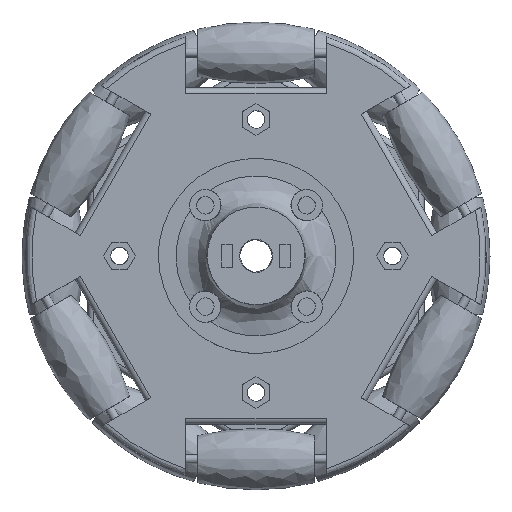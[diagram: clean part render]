
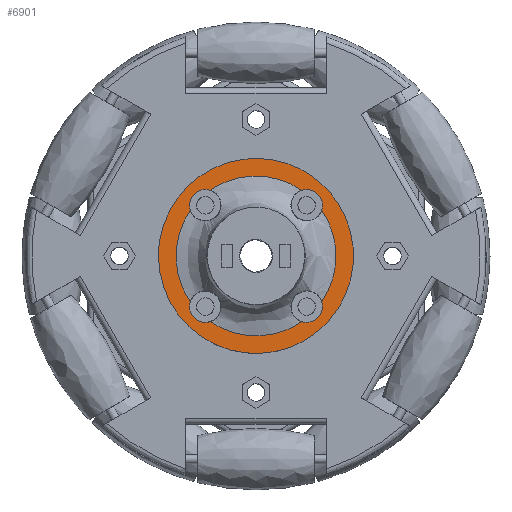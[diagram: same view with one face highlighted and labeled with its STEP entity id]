
A CAD part, top view. The second image highlights one B-rep face of the part: STEP entity #6901.
In plain terms, the highlighted free-form (B-spline) face has degree [1, 1] with [2, 2] control points.
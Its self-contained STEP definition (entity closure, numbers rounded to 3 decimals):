
#6401 = VERTEX_POINT('',#6402);
#6402 = CARTESIAN_POINT('',(22.296,0.,
    10.332));
#6408 = EDGE_CURVE('',#6409,#6401,#6411,.T.);
#6409 = VERTEX_POINT('',#6410);
#6410 = CARTESIAN_POINT('',(18.303,-12.732,
    10.332));
#6411 = ( BOUNDED_CURVE() B_SPLINE_CURVE(2,(#6412,#6413,#6414),
.UNSPECIFIED.,.F.,.F.) B_SPLINE_CURVE_WITH_KNOTS((3,3),(5.675,
6.283),.PIECEWISE_BEZIER_KNOTS.) CURVE() 
GEOMETRIC_REPRESENTATION_ITEM() RATIONAL_B_SPLINE_CURVE((1.,
0.954,1.)) REPRESENTATION_ITEM('') );
#6412 = CARTESIAN_POINT('',(18.303,-12.732,
    10.332));
#6413 = CARTESIAN_POINT('',(22.296,-6.992,
    10.332));
#6414 = CARTESIAN_POINT('',(22.296,0.,
    10.332));
#6417 = VERTEX_POINT('',#6418);
#6418 = CARTESIAN_POINT('',(12.732,-18.303,
    10.332));
#6451 = EDGE_CURVE('',#6452,#6417,#6454,.T.);
#6452 = VERTEX_POINT('',#6453);
#6453 = CARTESIAN_POINT('',(-12.732,-18.303,
    10.332));
#6454 = ( BOUNDED_CURVE() B_SPLINE_CURVE(2,(#6455,#6456,#6457),
.UNSPECIFIED.,.F.,.F.) B_SPLINE_CURVE_WITH_KNOTS((3,3),(4.105,
5.32),.PIECEWISE_BEZIER_KNOTS.) CURVE() 
GEOMETRIC_REPRESENTATION_ITEM() RATIONAL_B_SPLINE_CURVE((1.,
0.821,1.)) REPRESENTATION_ITEM('') );
#6455 = CARTESIAN_POINT('',(-12.732,-18.303,
    10.332));
#6456 = CARTESIAN_POINT('',(0.,-27.16,
    10.332));
#6457 = CARTESIAN_POINT('',(12.732,-18.303,
    10.332));
#6460 = VERTEX_POINT('',#6461);
#6461 = CARTESIAN_POINT('',(-18.303,-12.732,
    10.332));
#6494 = EDGE_CURVE('',#6495,#6460,#6497,.T.);
#6495 = VERTEX_POINT('',#6496);
#6496 = CARTESIAN_POINT('',(-18.303,12.732,
    10.332));
#6497 = ( BOUNDED_CURVE() B_SPLINE_CURVE(2,(#6498,#6499,#6500),
.UNSPECIFIED.,.F.,.F.) B_SPLINE_CURVE_WITH_KNOTS((3,3),(2.534,
3.749),.PIECEWISE_BEZIER_KNOTS.) CURVE() 
GEOMETRIC_REPRESENTATION_ITEM() RATIONAL_B_SPLINE_CURVE((1.,
0.821,1.)) REPRESENTATION_ITEM('') );
#6498 = CARTESIAN_POINT('',(-18.303,12.732,
    10.332));
#6499 = CARTESIAN_POINT('',(-27.16,0.,
    10.332));
#6500 = CARTESIAN_POINT('',(-18.303,-12.732,
    10.332));
#6503 = VERTEX_POINT('',#6504);
#6504 = CARTESIAN_POINT('',(-12.732,18.303,
    10.332));
#6537 = EDGE_CURVE('',#6538,#6503,#6540,.T.);
#6538 = VERTEX_POINT('',#6539);
#6539 = CARTESIAN_POINT('',(12.732,18.303,
    10.332));
#6540 = ( BOUNDED_CURVE() B_SPLINE_CURVE(2,(#6541,#6542,#6543),
.UNSPECIFIED.,.F.,.F.) B_SPLINE_CURVE_WITH_KNOTS((3,3),(0.963,
2.179),.PIECEWISE_BEZIER_KNOTS.) CURVE() 
GEOMETRIC_REPRESENTATION_ITEM() RATIONAL_B_SPLINE_CURVE((1.,
0.821,1.)) REPRESENTATION_ITEM('') );
#6541 = CARTESIAN_POINT('',(12.732,18.303,
    10.332));
#6542 = CARTESIAN_POINT('',(0.,27.16,
    10.332));
#6543 = CARTESIAN_POINT('',(-12.732,18.303,
    10.332));
#6546 = VERTEX_POINT('',#6547);
#6547 = CARTESIAN_POINT('',(18.303,12.732,
    10.332));
#6580 = EDGE_CURVE('',#6401,#6546,#6581,.T.);
#6581 = ( BOUNDED_CURVE() B_SPLINE_CURVE(2,(#6582,#6583,#6584),
.UNSPECIFIED.,.F.,.F.) B_SPLINE_CURVE_WITH_KNOTS((3,3),(0.,
0.608),.PIECEWISE_BEZIER_KNOTS.) CURVE() 
GEOMETRIC_REPRESENTATION_ITEM() RATIONAL_B_SPLINE_CURVE((1.,
0.954,1.)) REPRESENTATION_ITEM('') );
#6582 = CARTESIAN_POINT('',(22.296,0.,10.332));
#6583 = CARTESIAN_POINT('',(22.296,6.992,
    10.332));
#6584 = CARTESIAN_POINT('',(18.303,12.732,
    10.332));
#6750 = VERTEX_POINT('',#6751);
#6751 = CARTESIAN_POINT('',(-14.139,18.534,
    10.332));
#6769 = EDGE_CURVE('',#6750,#6503,#6770,.T.);
#6770 = ( BOUNDED_CURVE() B_SPLINE_CURVE(2,(#6771,#6772,#6773),
.UNSPECIFIED.,.F.,.F.) B_SPLINE_CURVE_WITH_KNOTS((3,3),(3.142,
3.467),.PIECEWISE_BEZIER_KNOTS.) CURVE() 
GEOMETRIC_REPRESENTATION_ITEM() RATIONAL_B_SPLINE_CURVE((1.,
0.987,1.)) REPRESENTATION_ITEM('') );
#6771 = CARTESIAN_POINT('',(-14.139,18.534,
    10.332));
#6772 = CARTESIAN_POINT('',(-13.416,18.534,
    10.332));
#6773 = CARTESIAN_POINT('',(-12.732,18.303,
    10.332));
#6776 = EDGE_CURVE('',#6495,#6750,#6777,.T.);
#6777 = ( BOUNDED_CURVE() B_SPLINE_CURVE(2,(#6778,#6779,#6780),
.UNSPECIFIED.,.F.,.F.) B_SPLINE_CURVE_WITH_KNOTS((3,3),(1.245,
3.142),.PIECEWISE_BEZIER_KNOTS.) CURVE() 
GEOMETRIC_REPRESENTATION_ITEM() RATIONAL_B_SPLINE_CURVE((1.,
0.583,1.)) REPRESENTATION_ITEM('') );
#6778 = CARTESIAN_POINT('',(-18.303,12.732,
    10.332));
#6779 = CARTESIAN_POINT('',(-20.264,18.534,
    10.332));
#6780 = CARTESIAN_POINT('',(-14.139,18.534,
    10.332));
#6827 = EDGE_CURVE('',#6538,#6828,#6830,.T.);
#6828 = VERTEX_POINT('',#6829);
#6829 = CARTESIAN_POINT('',(18.534,14.139,
    10.332));
#6830 = ( BOUNDED_CURVE() B_SPLINE_CURVE(2,(#6831,#6832,#6833),
.UNSPECIFIED.,.F.,.F.) B_SPLINE_CURVE_WITH_KNOTS((3,3),(1.245,
3.142),.PIECEWISE_BEZIER_KNOTS.) CURVE() 
GEOMETRIC_REPRESENTATION_ITEM() RATIONAL_B_SPLINE_CURVE((1.,
0.583,1.)) REPRESENTATION_ITEM('') );
#6831 = CARTESIAN_POINT('',(12.732,18.303,
    10.332));
#6832 = CARTESIAN_POINT('',(18.534,20.264,
    10.332));
#6833 = CARTESIAN_POINT('',(18.534,14.139,
    10.332));
#6853 = EDGE_CURVE('',#6828,#6546,#6854,.T.);
#6854 = ( BOUNDED_CURVE() B_SPLINE_CURVE(2,(#6855,#6856,#6857),
.UNSPECIFIED.,.F.,.F.) B_SPLINE_CURVE_WITH_KNOTS((3,3),(3.142,
3.467),.PIECEWISE_BEZIER_KNOTS.) CURVE() 
GEOMETRIC_REPRESENTATION_ITEM() RATIONAL_B_SPLINE_CURVE((1.,
0.987,1.)) REPRESENTATION_ITEM('') );
#6855 = CARTESIAN_POINT('',(18.534,14.139,
    10.332));
#6856 = CARTESIAN_POINT('',(18.534,13.416,
    10.332));
#6857 = CARTESIAN_POINT('',(18.303,12.732,
    10.332));
#6901 = ADVANCED_FACE('',(#6902,#6916),#6955,.T.);
#6902 = FACE_BOUND('',#6903,.T.);
#6903 = EDGE_LOOP('',(#6904));
#6904 = ORIENTED_EDGE('',*,*,#6905,.T.);
#6905 = EDGE_CURVE('',#6906,#6906,#6908,.T.);
#6906 = VERTEX_POINT('',#6907);
#6907 = CARTESIAN_POINT('',(-27.19,0.,
    10.332));
#6908 = ( BOUNDED_CURVE() B_SPLINE_CURVE(2,(#6909,#6910,#6911,#6912,
#6913,#6914,#6915),.UNSPECIFIED.,.T.,.F.) B_SPLINE_CURVE_WITH_KNOTS((3,2
    ,2,3),(3.142,5.236,7.33,9.425),
.PIECEWISE_BEZIER_KNOTS.) CURVE() GEOMETRIC_REPRESENTATION_ITEM() 
RATIONAL_B_SPLINE_CURVE((1.,0.5,1.,0.5,1.,0.5,1.)) REPRESENTATION_ITEM(
  '') );
#6909 = CARTESIAN_POINT('',(-27.19,0.,
    10.332));
#6910 = CARTESIAN_POINT('',(-27.19,-47.095,10.332
    ));
#6911 = CARTESIAN_POINT('',(13.595,-23.547,
    10.332));
#6912 = CARTESIAN_POINT('',(54.381,0.,
    10.332));
#6913 = CARTESIAN_POINT('',(13.595,23.547,
    10.332));
#6914 = CARTESIAN_POINT('',(-27.19,47.095,10.332
    ));
#6915 = CARTESIAN_POINT('',(-27.19,0.,
    10.332));
#6916 = FACE_BOUND('',#6917,.T.);
#6917 = EDGE_LOOP('',(#6918,#6919,#6920,#6921,#6922,#6923,#6924,#6925,
    #6933,#6939,#6940,#6948,#6954));
#6918 = ORIENTED_EDGE('',*,*,#6776,.T.);
#6919 = ORIENTED_EDGE('',*,*,#6769,.T.);
#6920 = ORIENTED_EDGE('',*,*,#6537,.F.);
#6921 = ORIENTED_EDGE('',*,*,#6827,.T.);
#6922 = ORIENTED_EDGE('',*,*,#6853,.T.);
#6923 = ORIENTED_EDGE('',*,*,#6580,.F.);
#6924 = ORIENTED_EDGE('',*,*,#6408,.F.);
#6925 = ORIENTED_EDGE('',*,*,#6926,.T.);
#6926 = EDGE_CURVE('',#6409,#6927,#6929,.T.);
#6927 = VERTEX_POINT('',#6928);
#6928 = CARTESIAN_POINT('',(14.139,-18.534,
    10.332));
#6929 = ( BOUNDED_CURVE() B_SPLINE_CURVE(2,(#6930,#6931,#6932),
.UNSPECIFIED.,.F.,.F.) B_SPLINE_CURVE_WITH_KNOTS((3,3),(1.245,
3.142),.PIECEWISE_BEZIER_KNOTS.) CURVE() 
GEOMETRIC_REPRESENTATION_ITEM() RATIONAL_B_SPLINE_CURVE((1.,
0.583,1.)) REPRESENTATION_ITEM('') );
#6930 = CARTESIAN_POINT('',(18.303,-12.732,
    10.332));
#6931 = CARTESIAN_POINT('',(20.264,-18.534,
    10.332));
#6932 = CARTESIAN_POINT('',(14.139,-18.534,
    10.332));
#6933 = ORIENTED_EDGE('',*,*,#6934,.T.);
#6934 = EDGE_CURVE('',#6927,#6417,#6935,.T.);
#6935 = ( BOUNDED_CURVE() B_SPLINE_CURVE(2,(#6936,#6937,#6938),
.UNSPECIFIED.,.F.,.F.) B_SPLINE_CURVE_WITH_KNOTS((3,3),(3.142,
3.467),.PIECEWISE_BEZIER_KNOTS.) CURVE() 
GEOMETRIC_REPRESENTATION_ITEM() RATIONAL_B_SPLINE_CURVE((1.,
0.987,1.)) REPRESENTATION_ITEM('') );
#6936 = CARTESIAN_POINT('',(14.139,-18.534,
    10.332));
#6937 = CARTESIAN_POINT('',(13.416,-18.534,
    10.332));
#6938 = CARTESIAN_POINT('',(12.732,-18.303,
    10.332));
#6939 = ORIENTED_EDGE('',*,*,#6451,.F.);
#6940 = ORIENTED_EDGE('',*,*,#6941,.T.);
#6941 = EDGE_CURVE('',#6452,#6942,#6944,.T.);
#6942 = VERTEX_POINT('',#6943);
#6943 = CARTESIAN_POINT('',(-18.534,-14.139,
    10.332));
#6944 = ( BOUNDED_CURVE() B_SPLINE_CURVE(2,(#6945,#6946,#6947),
.UNSPECIFIED.,.F.,.F.) B_SPLINE_CURVE_WITH_KNOTS((3,3),(1.245,
3.142),.PIECEWISE_BEZIER_KNOTS.) CURVE() 
GEOMETRIC_REPRESENTATION_ITEM() RATIONAL_B_SPLINE_CURVE((1.,
0.583,1.)) REPRESENTATION_ITEM('') );
#6945 = CARTESIAN_POINT('',(-12.732,-18.303,
    10.332));
#6946 = CARTESIAN_POINT('',(-18.534,-20.264,
    10.332));
#6947 = CARTESIAN_POINT('',(-18.534,-14.139,
    10.332));
#6948 = ORIENTED_EDGE('',*,*,#6949,.T.);
#6949 = EDGE_CURVE('',#6942,#6460,#6950,.T.);
#6950 = ( BOUNDED_CURVE() B_SPLINE_CURVE(2,(#6951,#6952,#6953),
.UNSPECIFIED.,.F.,.F.) B_SPLINE_CURVE_WITH_KNOTS((3,3),(3.142,
3.467),.PIECEWISE_BEZIER_KNOTS.) CURVE() 
GEOMETRIC_REPRESENTATION_ITEM() RATIONAL_B_SPLINE_CURVE((1.,
0.987,1.)) REPRESENTATION_ITEM('') );
#6951 = CARTESIAN_POINT('',(-18.534,-14.139,
    10.332));
#6952 = CARTESIAN_POINT('',(-18.534,-13.416,
    10.332));
#6953 = CARTESIAN_POINT('',(-18.303,-12.732,
    10.332));
#6954 = ORIENTED_EDGE('',*,*,#6494,.F.);
#6955 = B_SPLINE_SURFACE_WITH_KNOTS('',1,1,(
    (#6956,#6957)
    ,(#6958,#6959
    )),.UNSPECIFIED.,.F.,.F.,.F.,(2,2),(2,2),(-25.,25.),(-25.,25.),
  .PIECEWISE_BEZIER_KNOTS.);
#6956 = CARTESIAN_POINT('',(-27.19,-27.19,10.332));
#6957 = CARTESIAN_POINT('',(-27.19,27.19,10.332
    ));
#6958 = CARTESIAN_POINT('',(27.19,-27.19,10.332
    ));
#6959 = CARTESIAN_POINT('',(27.19,27.19,
    10.332));
